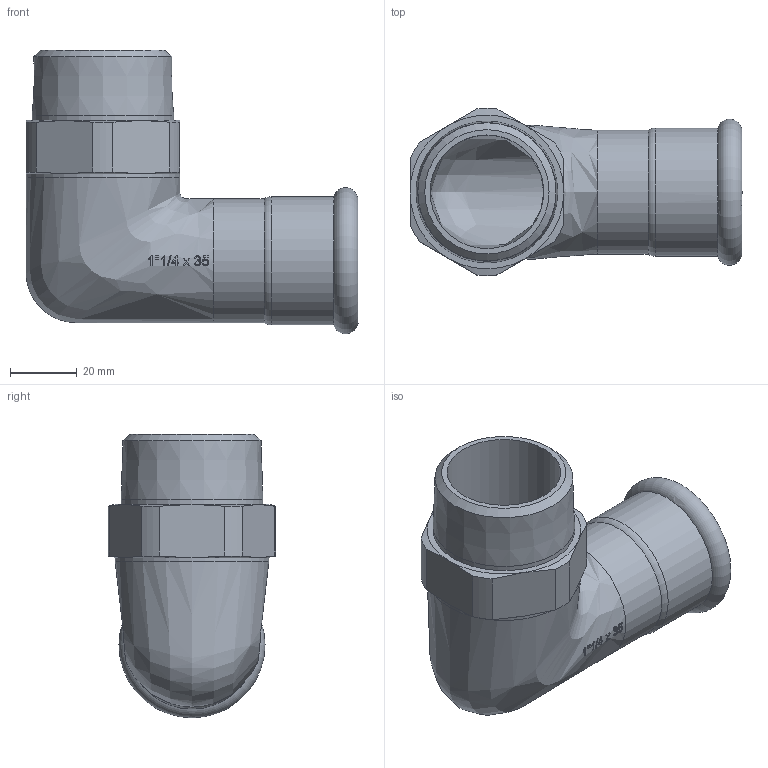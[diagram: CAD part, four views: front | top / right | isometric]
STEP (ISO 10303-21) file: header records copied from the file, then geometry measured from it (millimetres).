
FILE_DESCRIPTION(/* description */ ('Gomito 90° filettato maschio 1" 1/4 x35 / Elbow adapter 90° with male thread 1" 1/4 x35'),/* implementation_level */ '2;1');
FILE_NAME(/* name */ '197114035_Inoxpres.stp',/* time_stamp */ '2022-10-12T16:34:00+02:00',/* author */ ('Vault'),/* organization */ ('Raccorderie metalliche s.p.a. '),/* preprocessor_version */ 'ST-DEVELOPER v18.1',/* originating_system */ 'Autodesk Inventor 2020',/* authorisation */ 'Raccorderie metalliche s.p.a. ');
FILE_SCHEMA (('AUTOMOTIVE_DESIGN { 1 0 10303 214 3 1 1 }'));
Length unit declared in the file: millimetre
Products named in the file (1): 197114035_Inoxpres
Bounding box: 99.3 x 49.96 x 84.84 mm (x, y, z)
Volume: 60682.3 mm3; surface area: 33735.7 mm2
Topology: 1 solids, 1 shells, 193 faces, 533 edges, 357 vertices
Faces by surface type: plane 81, bspline 76, cylinder 16, cone 15, torus 5
Full cylindrical faces by diameter (mm): 32.4 x1, 34 x2, 35.4 x1, 35.8 x2, 37 x1, 38.4 x1, 42.4 x1, 46 x1
Entity records: 8904 total; most frequent: CARTESIAN_POINT 4662, ORIENTED_EDGE 1066, DIRECTION 565, EDGE_CURVE 533, VERTEX_POINT 357, B_SPLINE_CURVE_WITH_KNOTS 266, EDGE_LOOP 210, AXIS2_PLACEMENT_3D 204
